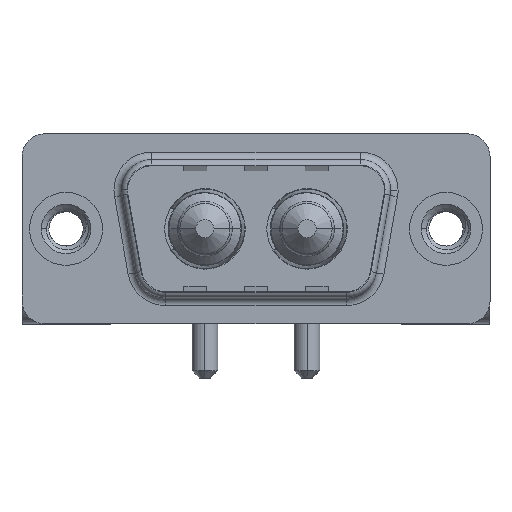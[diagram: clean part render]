
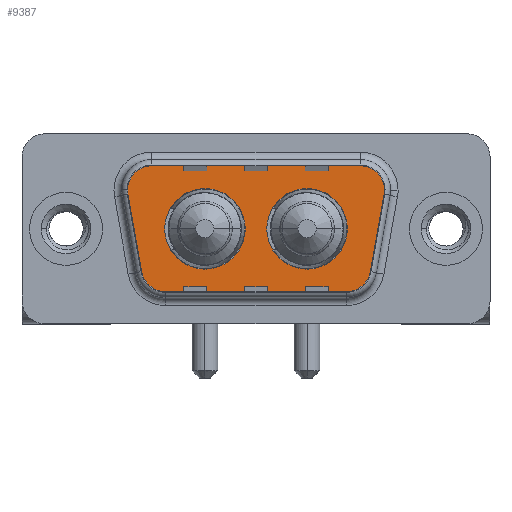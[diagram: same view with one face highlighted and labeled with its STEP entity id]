
A CAD part, top view. The second image highlights one B-rep face of the part: STEP entity #9387.
In plain terms, the highlighted planar face has unit normal (0, 0, 1).
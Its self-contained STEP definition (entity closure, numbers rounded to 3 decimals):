
#128 = CARTESIAN_POINT ( 'NONE',  ( 15.86, 0., 0. ) ) ;
#160 = DIRECTION ( 'NONE',  ( 1., 0., 0. ) ) ;
#176 = DIRECTION ( 'NONE',  ( 1., 0., 0. ) ) ;
#261 = DIRECTION ( 'NONE',  ( 1., 0., 0. ) ) ;
#321 = DIRECTION ( 'NONE',  ( 0., 0., 1. ) ) ;
#365 = CARTESIAN_POINT ( 'NONE',  ( 6.459, -2.9, 0. ) ) ;
#634 = ORIENTED_EDGE ( 'NONE', *, *, #4589, .F. ) ;
#836 = DIRECTION ( 'NONE',  ( 0., 0., 1. ) ) ;
#881 = ORIENTED_EDGE ( 'NONE', *, *, #11326, .T. ) ;
#926 = VERTEX_POINT ( 'NONE', #5797 ) ;
#965 = AXIS2_PLACEMENT_3D ( 'NONE', #8852, #1899, #176 ) ;
#1074 = AXIS2_PLACEMENT_3D ( 'NONE', #6983, #9762, #261 ) ;
#1089 = VERTEX_POINT ( 'NONE', #11848 ) ;
#1121 = CIRCLE ( 'NONE', #10011, 2. ) ;
#1130 = CIRCLE ( 'NONE', #11424, 2. ) ;
#1591 = CARTESIAN_POINT ( 'NONE',  ( 5.436, 4.9, 0. ) ) ;
#1625 = DIRECTION ( 'NONE',  ( 0.174, 0.985, 0. ) ) ;
#1899 = DIRECTION ( 'NONE',  ( 0., 0., 1. ) ) ;
#2026 = ORIENTED_EDGE ( 'NONE', *, *, #2426, .F. ) ;
#2208 = ORIENTED_EDGE ( 'NONE', *, *, #3327, .T. ) ;
#2243 = FACE_OUTER_BOUND ( 'NONE', #4853, .T. ) ;
#2303 = CARTESIAN_POINT ( 'NONE',  ( 5.436, 4.9, 0. ) ) ;
#2426 = EDGE_CURVE ( 'NONE', #1089, #7707, #2585, .T. ) ;
#2439 = CARTESIAN_POINT ( 'NONE',  ( 19.564, 2.9, 0. ) ) ;
#2585 = CIRCLE ( 'NONE', #965, 2.65 ) ;
#2591 = EDGE_CURVE ( 'NONE', #10721, #6457, #10862, .T. ) ;
#2633 = CARTESIAN_POINT ( 'NONE',  ( 11.79, 0., 0. ) ) ;
#2704 = LINE ( 'NONE', #3592, #11850 ) ;
#3109 = VERTEX_POINT ( 'NONE', #5295 ) ;
#3119 = FACE_BOUND ( 'NONE', #4934, .T. ) ;
#3139 = DIRECTION ( 'NONE',  ( 1., 0., 0. ) ) ;
#3174 = DIRECTION ( 'NONE',  ( -1., 0., 0. ) ) ;
#3220 = DIRECTION ( 'NONE',  ( 0., 0., 1. ) ) ;
#3232 = DIRECTION ( 'NONE',  ( 0., 0., 1. ) ) ;
#3327 = EDGE_CURVE ( 'NONE', #926, #10721, #2704, .T. ) ;
#3545 = CIRCLE ( 'NONE', #6988, 2.65 ) ;
#3592 = CARTESIAN_POINT ( 'NONE',  ( 21.534, 2.553, 0. ) ) ;
#3606 = CARTESIAN_POINT ( 'NONE',  ( 18.51, 0., 0. ) ) ;
#3846 = DIRECTION ( 'NONE',  ( 0., 0., 1. ) ) ;
#3918 = CIRCLE ( 'NONE', #12364, 2. ) ;
#4257 = DIRECTION ( 'NONE',  ( -1., 0., 0. ) ) ;
#4589 = EDGE_CURVE ( 'NONE', #7707, #1089, #7654, .T. ) ;
#4839 = DIRECTION ( 'NONE',  ( 1., 0., 0. ) ) ;
#4853 = EDGE_LOOP ( 'NONE', ( #6768, #2208, #6711, #9657, #9289, #11739, #9733, #881, #9752 ) ) ;
#4900 = LINE ( 'NONE', #5969, #9468 ) ;
#4934 = EDGE_LOOP ( 'NONE', ( #10849, #8451 ) ) ;
#5080 = FACE_BOUND ( 'NONE', #10627, .T. ) ;
#5085 = EDGE_CURVE ( 'NONE', #11384, #11162, #4900, .T. ) ;
#5093 = VERTEX_POINT ( 'NONE', #10652 ) ;
#5106 = AXIS2_PLACEMENT_3D ( 'NONE', #128, #3232, #10696 ) ;
#5227 = VERTEX_POINT ( 'NONE', #3606 ) ;
#5292 = DIRECTION ( 'NONE',  ( 0.174, -0.985, 0. ) ) ;
#5295 = CARTESIAN_POINT ( 'NONE',  ( 4.489, -3.247, 0. ) ) ;
#5353 = LINE ( 'NONE', #11229, #6663 ) ;
#5356 = DIRECTION ( 'NONE',  ( -1., 0., 0. ) ) ;
#5453 = DIRECTION ( 'NONE',  ( 0., 0., 1. ) ) ;
#5460 = DIRECTION ( 'NONE',  ( 1., 0., 0. ) ) ;
#5527 = DIRECTION ( 'NONE',  ( -1., 0., 0. ) ) ;
#5593 = EDGE_CURVE ( 'NONE', #11134, #3109, #5353, .T. ) ;
#5797 = CARTESIAN_POINT ( 'NONE',  ( 20.511, -3.247, 0. ) ) ;
#5969 = CARTESIAN_POINT ( 'NONE',  ( 6.459, -4.9, 0. ) ) ;
#6050 = VERTEX_POINT ( 'NONE', #9732 ) ;
#6248 = CARTESIAN_POINT ( 'NONE',  ( 3.466, 2.553, 0. ) ) ;
#6457 = VERTEX_POINT ( 'NONE', #11476 ) ;
#6663 = VECTOR ( 'NONE', #5292, 1000. ) ;
#6711 = ORIENTED_EDGE ( 'NONE', *, *, #2591, .T. ) ;
#6768 = ORIENTED_EDGE ( 'NONE', *, *, #11903, .T. ) ;
#6856 = LINE ( 'NONE', #2303, #10317 ) ;
#6983 = CARTESIAN_POINT ( 'NONE',  ( 18.541, -2.9, 0. ) ) ;
#6988 = AXIS2_PLACEMENT_3D ( 'NONE', #10545, #3846, #160 ) ;
#7157 = EDGE_CURVE ( 'NONE', #6050, #9626, #6856, .T. ) ;
#7268 = CARTESIAN_POINT ( 'NONE',  ( 6.459, -4.9, 0. ) ) ;
#7573 = EDGE_CURVE ( 'NONE', #5227, #5093, #10962, .T. ) ;
#7654 = CIRCLE ( 'NONE', #9249, 2.65 ) ;
#7707 = VERTEX_POINT ( 'NONE', #2633 ) ;
#8124 = DIRECTION ( 'NONE',  ( 0., 0., 1. ) ) ;
#8401 = AXIS2_PLACEMENT_3D ( 'NONE', #8737, #321, #3174 ) ;
#8451 = ORIENTED_EDGE ( 'NONE', *, *, #11757, .F. ) ;
#8737 = CARTESIAN_POINT ( 'NONE',  ( 19.564, 2.9, 0. ) ) ;
#8852 = CARTESIAN_POINT ( 'NONE',  ( 9.14, 0., 0. ) ) ;
#8929 = CARTESIAN_POINT ( 'NONE',  ( 21.534, 2.553, 0. ) ) ;
#8937 = PLANE ( 'NONE',  #1074 ) ;
#9249 = AXIS2_PLACEMENT_3D ( 'NONE', #12028, #8124, #5460 ) ;
#9283 = EDGE_CURVE ( 'NONE', #9626, #11134, #3918, .T. ) ;
#9289 = ORIENTED_EDGE ( 'NONE', *, *, #7157, .T. ) ;
#9387 = ADVANCED_FACE ( 'NONE', ( #3119, #5080, #2243 ), #8937, .T. ) ;
#9468 = VECTOR ( 'NONE', #9897, 1000. ) ;
#9626 = VERTEX_POINT ( 'NONE', #1591 ) ;
#9657 = ORIENTED_EDGE ( 'NONE', *, *, #12249, .T. ) ;
#9732 = CARTESIAN_POINT ( 'NONE',  ( 19.564, 4.9, 0. ) ) ;
#9733 = ORIENTED_EDGE ( 'NONE', *, *, #5593, .T. ) ;
#9752 = ORIENTED_EDGE ( 'NONE', *, *, #5085, .T. ) ;
#9762 = DIRECTION ( 'NONE',  ( 0., 0., 1. ) ) ;
#9897 = DIRECTION ( 'NONE',  ( 1., 0., 0. ) ) ;
#10011 = AXIS2_PLACEMENT_3D ( 'NONE', #365, #3220, #5356 ) ;
#10114 = CARTESIAN_POINT ( 'NONE',  ( 18.541, -4.9, 0. ) ) ;
#10216 = CIRCLE ( 'NONE', #8401, 2. ) ;
#10267 = CARTESIAN_POINT ( 'NONE',  ( 18.541, -2.9, 0. ) ) ;
#10317 = VECTOR ( 'NONE', #4257, 1000. ) ;
#10545 = CARTESIAN_POINT ( 'NONE',  ( 15.86, 0., 0. ) ) ;
#10627 = EDGE_LOOP ( 'NONE', ( #634, #2026 ) ) ;
#10651 = CARTESIAN_POINT ( 'NONE',  ( 5.436, 2.9, 0. ) ) ;
#10652 = CARTESIAN_POINT ( 'NONE',  ( 13.21, 0., 0. ) ) ;
#10696 = DIRECTION ( 'NONE',  ( 1., 0., 0. ) ) ;
#10721 = VERTEX_POINT ( 'NONE', #8929 ) ;
#10849 = ORIENTED_EDGE ( 'NONE', *, *, #7573, .F. ) ;
#10862 = CIRCLE ( 'NONE', #11260, 2. ) ;
#10962 = CIRCLE ( 'NONE', #5106, 2.65 ) ;
#11134 = VERTEX_POINT ( 'NONE', #6248 ) ;
#11162 = VERTEX_POINT ( 'NONE', #10114 ) ;
#11229 = CARTESIAN_POINT ( 'NONE',  ( 3.466, 2.553, 0. ) ) ;
#11260 = AXIS2_PLACEMENT_3D ( 'NONE', #2439, #12032, #5527 ) ;
#11326 = EDGE_CURVE ( 'NONE', #3109, #11384, #1121, .T. ) ;
#11384 = VERTEX_POINT ( 'NONE', #7268 ) ;
#11424 = AXIS2_PLACEMENT_3D ( 'NONE', #10267, #5453, #3139 ) ;
#11476 = CARTESIAN_POINT ( 'NONE',  ( 21.564, 2.9, 0. ) ) ;
#11739 = ORIENTED_EDGE ( 'NONE', *, *, #9283, .T. ) ;
#11757 = EDGE_CURVE ( 'NONE', #5093, #5227, #3545, .T. ) ;
#11848 = CARTESIAN_POINT ( 'NONE',  ( 6.49, 0., 0. ) ) ;
#11850 = VECTOR ( 'NONE', #1625, 1000. ) ;
#11903 = EDGE_CURVE ( 'NONE', #11162, #926, #1130, .T. ) ;
#12028 = CARTESIAN_POINT ( 'NONE',  ( 9.14, 0., 0. ) ) ;
#12032 = DIRECTION ( 'NONE',  ( 0., 0., 1. ) ) ;
#12249 = EDGE_CURVE ( 'NONE', #6457, #6050, #10216, .T. ) ;
#12364 = AXIS2_PLACEMENT_3D ( 'NONE', #10651, #836, #4839 ) ;
